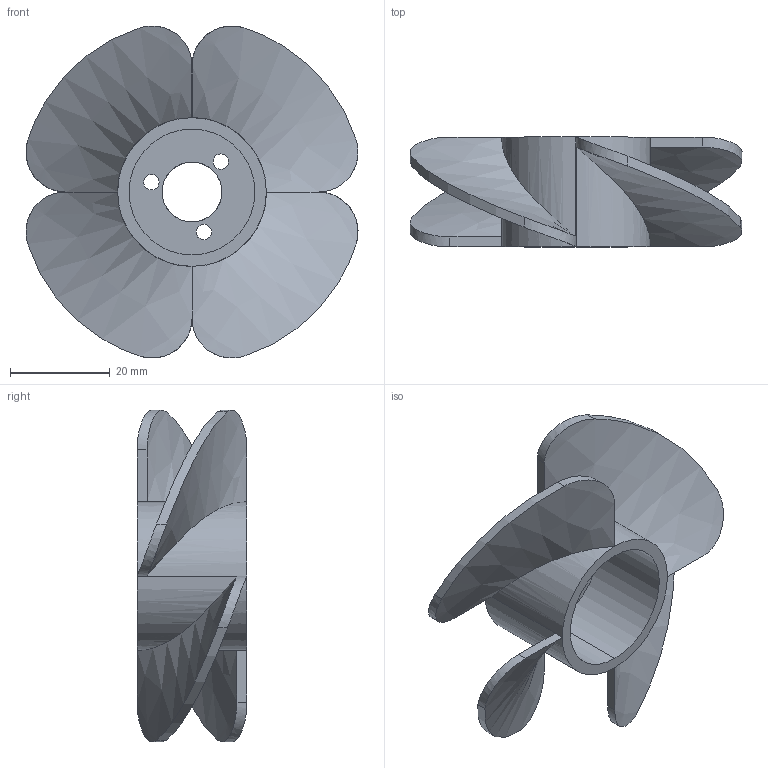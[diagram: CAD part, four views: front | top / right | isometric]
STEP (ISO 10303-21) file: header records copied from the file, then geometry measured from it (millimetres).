
FILE_DESCRIPTION (( 'STEP AP214' ), '1' );
FILE_NAME ('Propeller FINAL.STEP', '2025-07-25T02:51:50', ( '' ), ( '' ), 'SwSTEP 2.0', 'SolidWorks 2024', '' );
FILE_SCHEMA (( 'AUTOMOTIVE_DESIGN' ));
Length unit declared in the file: millimetre
Products named in the file (1): Propeller FINAL
Bounding box: 66.51 x 22 x 66.51 mm (x, y, z)
Volume: 29998.3 mm3; surface area: 26544.8 mm2
Topology: 4 solids, 4 shells, 140 faces, 364 edges, 236 vertices
Faces by surface type: cylinder 88, plane 32, bspline 20
Entity records: 5454 total; most frequent: CARTESIAN_POINT 1941, DIRECTION 742, ORIENTED_EDGE 728, EDGE_CURVE 364, AXIS2_PLACEMENT_3D 317, VERTEX_POINT 236, CIRCLE 196, EDGE_LOOP 176
